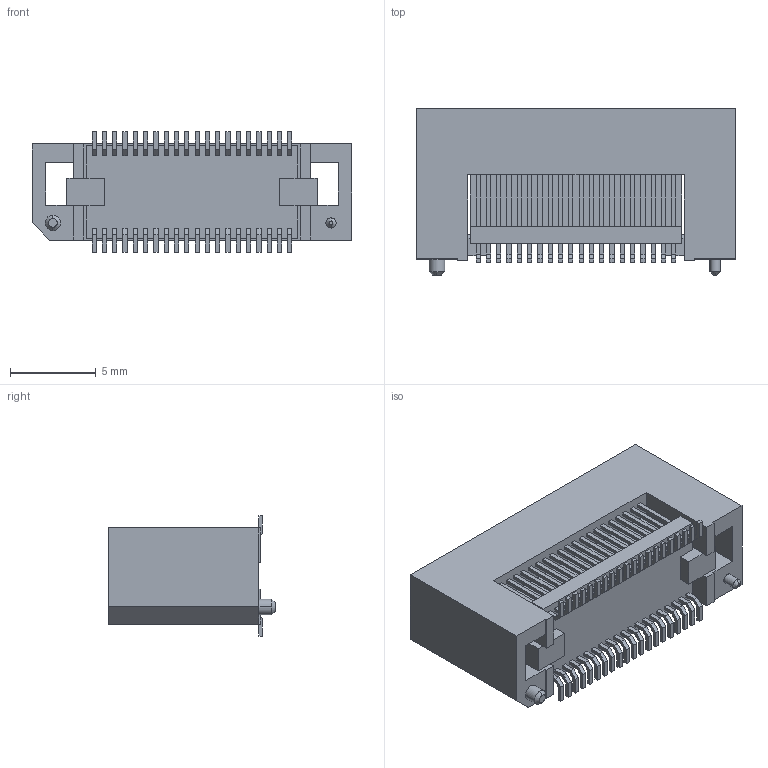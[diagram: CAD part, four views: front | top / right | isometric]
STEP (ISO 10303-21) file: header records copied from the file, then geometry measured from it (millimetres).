
FILE_DESCRIPTION(('OneSpaceDesigner STEP Export'),'2;1');
FILE_NAME('FX8C-40S-SV5.stp','2007-03-20T18:33:11',(''),(''),'OneSpace Designer STEP processor (Jan. 2003) for AP214(CD)(Solid Model)','OneSpace Designer 12.00 10-Sep-2003 (C) CoCreate Software GmbH','');
FILE_SCHEMA(('AUTOMOTIVE_DESIGN_CC2 {1 2 10303 214 -1 1 5 1}'));
Length unit declared in the file: millimetre
Products named in the file (2): FX8C-40S-SV5
Assembly tree (1 placements, depth 2):
  FX8C-40S-SV5
    FX8C-40S-SV5
Bounding box: 18.6 x 9.7 x 7 mm (x, y, z)
Volume: 578.1 mm3; surface area: 1271.8 mm2
Topology: 1 solids, 1 shells, 619 faces, 1743 edges, 1158 vertices
Faces by surface type: plane 611, cone 4, cylinder 4
Entity records: 23902 total; most frequent: CARTESIAN_POINT 3530, ORIENTED_EDGE 3486, DIRECTION 2969, EDGE_CURVE 1743, VECTOR 1727, LINE 1727, VERTEX_POINT 1158, EDGE_LOOP 743
